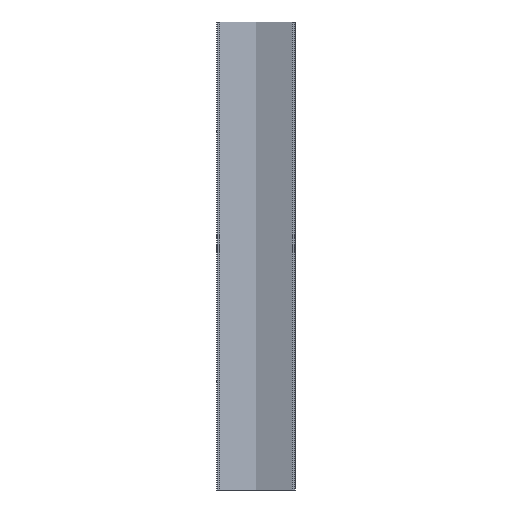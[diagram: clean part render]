
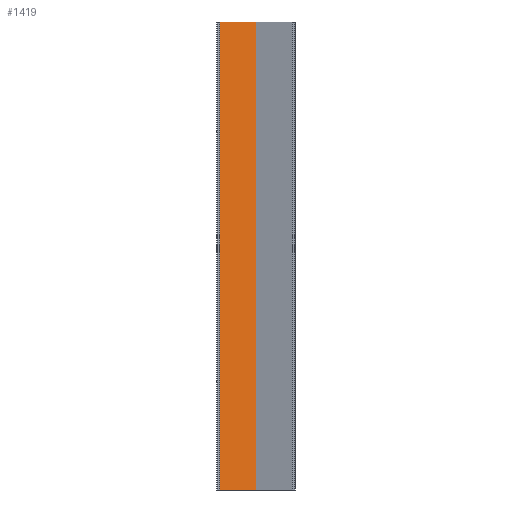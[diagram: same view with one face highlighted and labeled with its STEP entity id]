
A CAD part, front view. The second image highlights one B-rep face of the part: STEP entity #1419.
In plain terms, the highlighted planar face has unit normal (0.29, -0.957, 0).
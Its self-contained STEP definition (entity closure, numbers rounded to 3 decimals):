
#15 = VERTEX_POINT ( 'NONE', #1534 ) ;
#22 = CARTESIAN_POINT ( 'NONE',  ( -231.069, 29.086, -1500. ) ) ;
#102 = CARTESIAN_POINT ( 'NONE',  ( -0.29, 98.957, 1500. ) ) ;
#108 = EDGE_CURVE ( 'NONE', #1270, #243, #1584, .T. ) ;
#192 = ORIENTED_EDGE ( 'NONE', *, *, #954, .T. ) ;
#243 = VERTEX_POINT ( 'NONE', #831 ) ;
#303 = EDGE_CURVE ( 'NONE', #1415, #15, #918, .T. ) ;
#312 = CARTESIAN_POINT ( 'NONE',  ( -231.21, 29.043, 1500. ) ) ;
#367 = DIRECTION ( 'NONE',  ( -0.29, 0.957, 0. ) ) ;
#388 = PLANE ( 'NONE',  #467 ) ;
#395 = DIRECTION ( 'NONE',  ( -0.957, -0.29, 0. ) ) ;
#396 = CARTESIAN_POINT ( 'NONE',  ( -231.069, 29.086, 1500. ) ) ;
#399 = ORIENTED_EDGE ( 'NONE', *, *, #960, .F. ) ;
#467 = AXIS2_PLACEMENT_3D ( 'NONE', #312, #367, #395 ) ;
#601 = ORIENTED_EDGE ( 'NONE', *, *, #108, .T. ) ;
#684 = VECTOR ( 'NONE', #1486, 1000. ) ;
#739 = VECTOR ( 'NONE', #1646, 1000. ) ;
#786 = FACE_OUTER_BOUND ( 'NONE', #1439, .T. ) ;
#791 = CARTESIAN_POINT ( 'NONE',  ( -231.069, 29.086, 1500. ) ) ;
#831 = CARTESIAN_POINT ( 'NONE',  ( -0.29, 98.957, -1500. ) ) ;
#879 = LINE ( 'NONE', #102, #739 ) ;
#918 = LINE ( 'NONE', #1177, #684 ) ;
#954 = EDGE_CURVE ( 'NONE', #1415, #1270, #1263, .T. ) ;
#960 = EDGE_CURVE ( 'NONE', #15, #243, #879, .T. ) ;
#1177 = CARTESIAN_POINT ( 'NONE',  ( -231.21, 29.043, 1500. ) ) ;
#1263 = LINE ( 'NONE', #791, #1294 ) ;
#1270 = VERTEX_POINT ( 'NONE', #22 ) ;
#1294 = VECTOR ( 'NONE', #1720, 1000. ) ;
#1415 = VERTEX_POINT ( 'NONE', #396 ) ;
#1419 = ADVANCED_FACE ( 'NONE', ( #786 ), #388, .F. ) ;
#1434 = VECTOR ( 'NONE', #1524, 1000. ) ;
#1439 = EDGE_LOOP ( 'NONE', ( #601, #399, #1532, #192 ) ) ;
#1486 = DIRECTION ( 'NONE',  ( 0.957, 0.29, 0. ) ) ;
#1524 = DIRECTION ( 'NONE',  ( 0.957, 0.29, 0. ) ) ;
#1532 = ORIENTED_EDGE ( 'NONE', *, *, #303, .F. ) ;
#1534 = CARTESIAN_POINT ( 'NONE',  ( -0.29, 98.957, 1500. ) ) ;
#1584 = LINE ( 'NONE', #1624, #1434 ) ;
#1624 = CARTESIAN_POINT ( 'NONE',  ( -231.21, 29.043, -1500. ) ) ;
#1646 = DIRECTION ( 'NONE',  ( 0., 0., -1. ) ) ;
#1720 = DIRECTION ( 'NONE',  ( 0., 0., -1. ) ) ;
